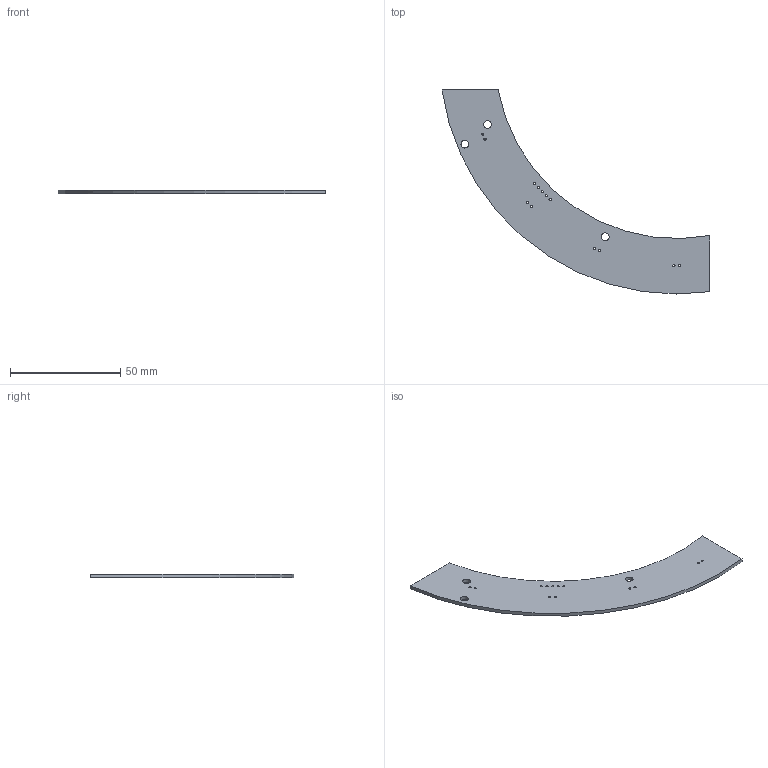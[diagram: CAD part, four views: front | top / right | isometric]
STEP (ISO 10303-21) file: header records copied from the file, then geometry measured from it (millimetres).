
FILE_DESCRIPTION(('KiCad electronic assembly'),'2;1');
FILE_NAME('Back_LED.step','2024-08-25T17:53:50',('Pcbnew'),('Kicad'), 'Open CASCADE STEP processor 7.6','KiCad to STEP converter','Unknown' );
FILE_SCHEMA(('AUTOMOTIVE_DESIGN { 1 0 10303 214 1 1 1 1 }'));
Length unit declared in the file: millimetre
Products named in the file (2): Back_LED 1; Back_LED PCB
Assembly tree (1 placements, depth 2):
  Back_LED 1
    Back_LED PCB
Bounding box: 121.45 x 92.5 x 1.6 mm (x, y, z)
Volume: 5934.5 mm3; surface area: 8094.9 mm2
Topology: 1 solids, 1 shells, 23 faces, 63 edges, 42 vertices
Faces by surface type: cylinder 18, plane 5
Full cylindrical faces by diameter (mm): 1 x13, 3.5 x3
Entity records: 1683 total; most frequent: DIRECTION 275, CARTESIAN_POINT 256, ORIENTED_EDGE 126, PCURVE 126, DEFINITIONAL_REPRESENTATION 126, LINE 117, VECTOR 117, CIRCLE 72
